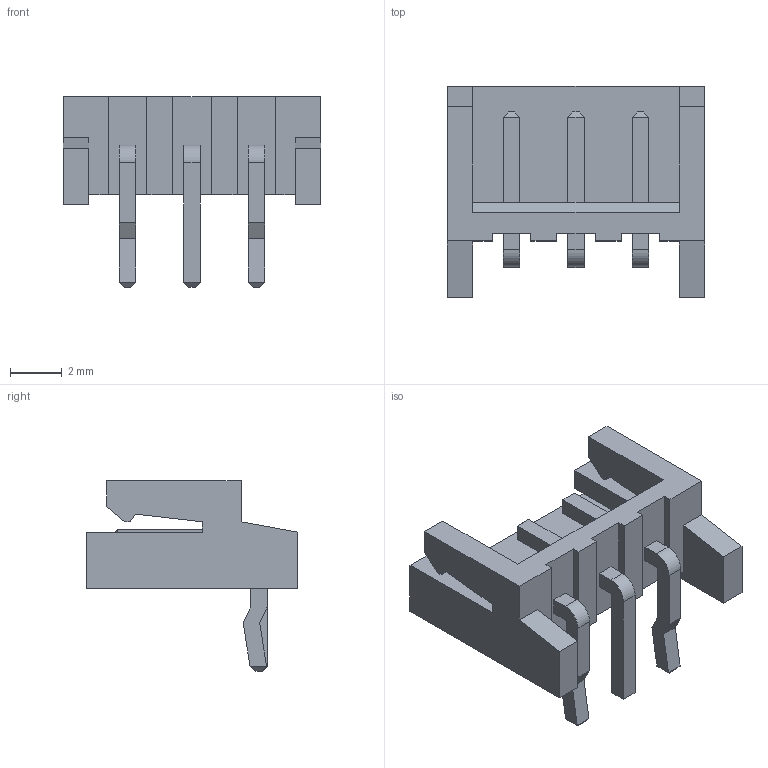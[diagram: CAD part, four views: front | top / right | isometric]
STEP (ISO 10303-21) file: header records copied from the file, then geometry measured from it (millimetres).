
FILE_DESCRIPTION(/* description */ ('model of JST_EH_S03B-EH_03x2.50mm_Angled.'),/* implementation_level */ FILE_NAME(/* name */ 'JST_EH_S03B-EH_03x2.50mm_Angled..stp',/* time_stamp */ '2017-07-06T00:02:34',/* author */ ('Rene Poeschl',''),/* organization */ (''),/* preprocessor_version */ '',/* originating_system */ '',/* authorisation */ '');
FILE_NAME(/* name */ 'JST_EH_S03B-EH_03x2.50mm_Angled..stp',/* time_stamp */ '2017-07-06T00:02:34',/* author */ ('Rene Poeschl',''),/* organization */ (''),/* preprocessor_version */ '',/* originating_system */ '',/* authorisation */ '');
FILE_SCHEMA(('AUTOMOTIVE_DESIGN_CC2 { 1 2 10303 214 -1 1 5 4 }'));
Length unit declared in the file: millimetre
Products named in the file (1): S03B_EH_A
Bounding box: 10 x 8.2 x 7.4 mm (x, y, z)
Volume: 115.4 mm3; surface area: 396.1 mm2
Topology: 1 solids, 1 shells, 124 faces, 348 edges, 232 vertices
Faces by surface type: plane 118, cylinder 6
Entity records: 4805 total; most frequent: CARTESIAN_POINT 705, ORIENTED_EDGE 696, DIRECTION 610, EDGE_CURVE 348, LINE 336, VECTOR 336, VERTEX_POINT 232, AXIS2_PLACEMENT_3D 137
